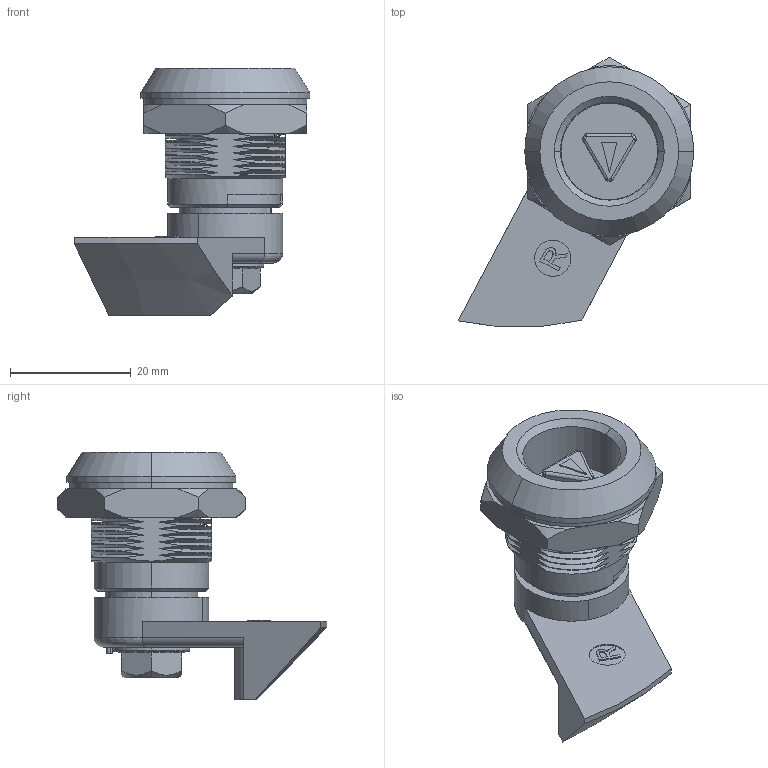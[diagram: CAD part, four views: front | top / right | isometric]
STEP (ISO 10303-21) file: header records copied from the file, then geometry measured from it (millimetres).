
FILE_DESCRIPTION (( 'STEP AP203' ), '1' );
FILE_NAME ('KY10.78.1.2.R.STEP', '2022-07-29T05:44:06', ( '' ), ( '' ), 'SwSTEP 2.0', 'SolidWorks 2021', '' );
FILE_SCHEMA (( 'CONFIG_CONTROL_DESIGN' ));
Length unit declared in the file: millimetre
Products named in the file (1): KY10.78.1.2.R
Bounding box: 39.03 x 44.61 x 41.02 mm (x, y, z)
Surface area: 7811.5 mm2 (no closed solid volume)
Topology: 0 solids, 35 shells, 292 faces, 948 edges, 676 vertices
Faces by surface type: plane 113, cylinder 73, bspline 61, cone 33, sphere 7, torus 5
Entity records: 33980 total; most frequent: CARTESIAN_POINT 26685, ORIENTED_EDGE 1568, DIRECTION 1195, EDGE_CURVE 944, VERTEX_POINT 676, LINE 421, VECTOR 421, AXIS2_PLACEMENT_3D 387
